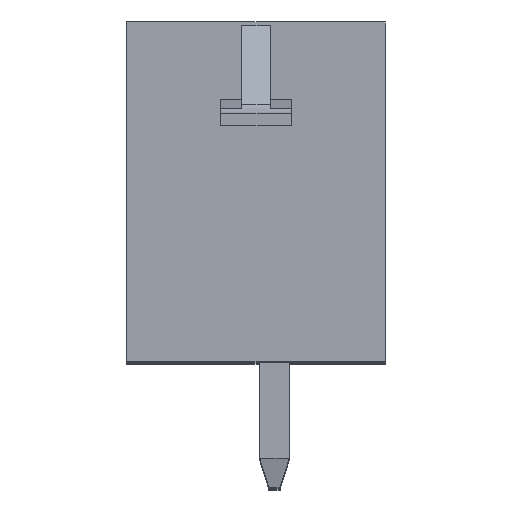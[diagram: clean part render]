
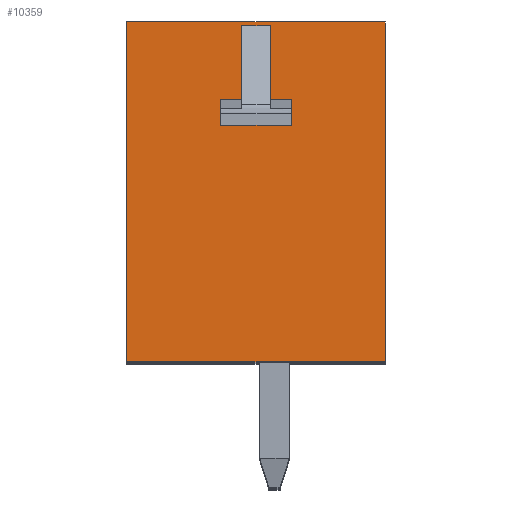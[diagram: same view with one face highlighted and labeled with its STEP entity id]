
A CAD part, top view. The second image highlights one B-rep face of the part: STEP entity #10359.
In plain terms, the highlighted planar face has unit normal (0, 0, 1).
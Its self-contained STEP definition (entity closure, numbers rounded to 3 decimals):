
#1=DIRECTION('',(1.,0.,0.));
#2=VECTOR('',#1,7.);
#3=CARTESIAN_POINT('',(-3.6,-3.853,0.));
#4=LINE('',#3,#2);
#5=DIRECTION('',(0.,-1.,0.));
#6=VECTOR('',#5,9.2);
#7=CARTESIAN_POINT('',(-3.6,5.347,0.));
#8=LINE('',#7,#6);
#9=DIRECTION('',(-1.,0.,0.));
#10=VECTOR('',#9,7.);
#11=CARTESIAN_POINT('',(3.4,5.347,0.));
#12=LINE('',#11,#10);
#13=DIRECTION('',(0.,1.,0.));
#14=VECTOR('',#13,9.2);
#15=CARTESIAN_POINT('',(3.4,-3.853,0.));
#16=LINE('',#15,#14);
#17=DIRECTION('',(0.,1.,0.));
#18=VECTOR('',#17,0.495);
#19=CARTESIAN_POINT('',(0.85,2.747,0.));
#20=LINE('',#19,#18);
#21=DIRECTION('',(-1.,0.,0.));
#22=VECTOR('',#21,0.76);
#23=CARTESIAN_POINT('',(0.28,5.244,0.));
#24=LINE('',#23,#22);
#25=DIRECTION('',(1.,0.,0.));
#26=VECTOR('',#25,0.57);
#27=CARTESIAN_POINT('',(-1.05,3.242,0.));
#28=LINE('',#27,#26);
#29=DIRECTION('',(0.,1.,0.));
#30=VECTOR('',#29,0.495);
#31=CARTESIAN_POINT('',(-1.05,2.747,0.));
#32=LINE('',#31,#30);
#33=DIRECTION('',(-1.,0.,0.));
#34=VECTOR('',#33,1.9);
#35=CARTESIAN_POINT('',(0.85,2.747,0.));
#36=LINE('',#35,#34);
#7870=DIRECTION('',(-1.,0.,0.));
#7871=VECTOR('',#7870,0.57);
#7872=CARTESIAN_POINT('',(0.85,3.242,0.));
#7873=LINE('',#7872,#7871);
#7874=DIRECTION('',(0.,-1.,0.));
#7875=VECTOR('',#7874,2.002);
#7876=CARTESIAN_POINT('',(0.28,5.244,0.));
#7877=LINE('',#7876,#7875);
#7941=DIRECTION('',(0.,1.,0.));
#7942=VECTOR('',#7941,2.002);
#7943=CARTESIAN_POINT('',(-0.48,3.242,0.));
#7944=LINE('',#7943,#7942);
#7953=CARTESIAN_POINT('',(-3.6,-3.853,0.));
#7954=CARTESIAN_POINT('',(3.4,-3.853,0.));
#7955=VERTEX_POINT('',#7953);
#7956=VERTEX_POINT('',#7954);
#7957=CARTESIAN_POINT('',(3.4,5.347,0.));
#7958=VERTEX_POINT('',#7957);
#7959=CARTESIAN_POINT('',(-3.6,5.347,0.));
#7960=VERTEX_POINT('',#7959);
#9056=CARTESIAN_POINT('',(0.85,2.747,0.));
#9057=VERTEX_POINT('',#9056);
#9058=CARTESIAN_POINT('',(-1.05,2.747,0.));
#9059=VERTEX_POINT('',#9058);
#9061=CARTESIAN_POINT('',(-0.48,3.242,0.));
#9063=VERTEX_POINT('',#9061);
#9064=CARTESIAN_POINT('',(-0.48,5.244,0.));
#9065=VERTEX_POINT('',#9064);
#9066=CARTESIAN_POINT('',(-1.05,3.242,0.));
#9067=VERTEX_POINT('',#9066);
#9072=CARTESIAN_POINT('',(0.28,5.244,0.));
#9073=CARTESIAN_POINT('',(0.28,3.242,0.));
#9074=VERTEX_POINT('',#9072);
#9075=VERTEX_POINT('',#9073);
#9078=CARTESIAN_POINT('',(0.85,3.242,0.));
#9079=VERTEX_POINT('',#9078);
#10326=CARTESIAN_POINT('',(0.,0.,0.));
#10327=DIRECTION('',(0.,0.,1.));
#10328=DIRECTION('',(1.,0.,0.));
#10329=AXIS2_PLACEMENT_3D('',#10326,#10327,#10328);
#10330=PLANE('',#10329);
#10332=ORIENTED_EDGE('',*,*,#10331,.F.);
#10334=ORIENTED_EDGE('',*,*,#10333,.F.);
#10336=ORIENTED_EDGE('',*,*,#10335,.F.);
#10338=ORIENTED_EDGE('',*,*,#10337,.F.);
#10339=EDGE_LOOP('',(#10332,#10334,#10336,#10338));
#10340=FACE_OUTER_BOUND('',#10339,.F.);
#10342=ORIENTED_EDGE('',*,*,#10341,.T.);
#10344=ORIENTED_EDGE('',*,*,#10343,.T.);
#10346=ORIENTED_EDGE('',*,*,#10345,.F.);
#10348=ORIENTED_EDGE('',*,*,#10347,.T.);
#10350=ORIENTED_EDGE('',*,*,#10349,.F.);
#10352=ORIENTED_EDGE('',*,*,#10351,.F.);
#10354=ORIENTED_EDGE('',*,*,#10353,.F.);
#10356=ORIENTED_EDGE('',*,*,#10355,.F.);
#10357=EDGE_LOOP('',(#10342,#10344,#10346,#10348,#10350,#10352,#10354,#10356));
#10358=FACE_BOUND('',#10357,.F.);
#10331=EDGE_CURVE('',#7955,#7956,#4,.T.);
#10333=EDGE_CURVE('',#7960,#7955,#8,.T.);
#10335=EDGE_CURVE('',#7958,#7960,#12,.T.);
#10337=EDGE_CURVE('',#7956,#7958,#16,.T.);
#10341=EDGE_CURVE('',#9057,#9079,#20,.T.);
#10343=EDGE_CURVE('',#9079,#9075,#7873,.T.);
#10345=EDGE_CURVE('',#9074,#9075,#7877,.T.);
#10347=EDGE_CURVE('',#9074,#9065,#24,.T.);
#10349=EDGE_CURVE('',#9063,#9065,#7944,.T.);
#10351=EDGE_CURVE('',#9067,#9063,#28,.T.);
#10353=EDGE_CURVE('',#9059,#9067,#32,.T.);
#10355=EDGE_CURVE('',#9057,#9059,#36,.T.);
#10359=ADVANCED_FACE('',(#10340,#10358),#10330,.T.);
